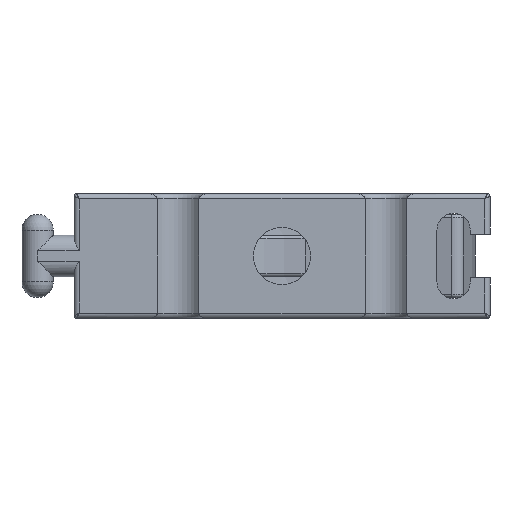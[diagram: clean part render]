
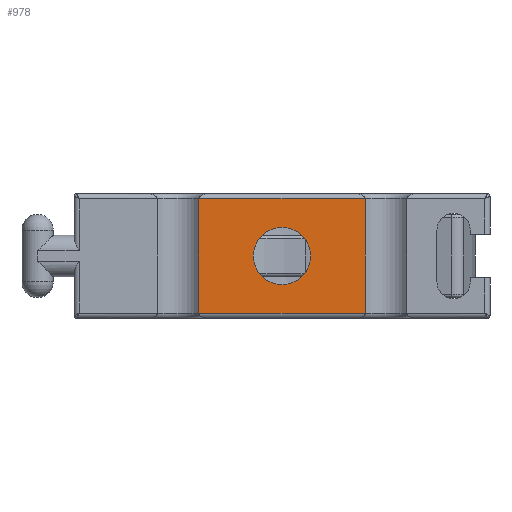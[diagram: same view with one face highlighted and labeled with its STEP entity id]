
A CAD part, left-side view. The second image highlights one B-rep face of the part: STEP entity #978.
In plain terms, the highlighted planar face has unit normal (-1, 0, 0).
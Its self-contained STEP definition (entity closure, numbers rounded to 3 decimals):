
#234=FACE_BOUND('',#2278,.T.);
#235=FACE_BOUND('',#2279,.T.);
#642=PLANE('',#9867);
#978=ADVANCED_FACE('',(#234,#235),#642,.F.);
#2278=EDGE_LOOP('',(#4869));
#2279=EDGE_LOOP('',(#4870,#4871,#4872,#4873));
#2859=LINE('',#15226,#3572);
#2860=LINE('',#15229,#3573);
#2861=LINE('',#15231,#3574);
#2862=LINE('',#15233,#3575);
#3572=VECTOR('',#11335,1.);
#3573=VECTOR('',#11336,1.);
#3574=VECTOR('',#11337,1.);
#3575=VECTOR('',#11338,1.);
#4869=ORIENTED_EDGE('',*,*,#8101,.T.);
#4870=ORIENTED_EDGE('',*,*,#8102,.F.);
#4871=ORIENTED_EDGE('',*,*,#8103,.T.);
#4872=ORIENTED_EDGE('',*,*,#8104,.T.);
#4873=ORIENTED_EDGE('',*,*,#8105,.T.);
#7119=VERTEX_POINT('',#15225);
#7120=VERTEX_POINT('',#15227);
#7121=VERTEX_POINT('',#15228);
#7122=VERTEX_POINT('',#15230);
#7123=VERTEX_POINT('',#15232);
#8101=EDGE_CURVE('',#7119,#7119,#9273,.T.);
#8102=EDGE_CURVE('',#7120,#7121,#2859,.T.);
#8103=EDGE_CURVE('',#7120,#7122,#2860,.T.);
#8104=EDGE_CURVE('',#7122,#7123,#2861,.T.);
#8105=EDGE_CURVE('',#7123,#7121,#2862,.T.);
#9273=CIRCLE('',#9866,2.75);
#9866=AXIS2_PLACEMENT_3D('',#15224,#11333,#11334);
#9867=AXIS2_PLACEMENT_3D('',#15234,#11339,#11340);
#11333=DIRECTION('',(1.,0.,0.));
#11334=DIRECTION('',(0.,0.,-1.));
#11335=DIRECTION('',(0.,0.,-1.));
#11336=DIRECTION('',(0.,1.,0.));
#11337=DIRECTION('',(0.,0.,-1.));
#11338=DIRECTION('',(0.,-1.,0.));
#11339=DIRECTION('',(1.,0.,0.));
#11340=DIRECTION('',(0.,0.,-1.));
#15224=CARTESIAN_POINT('',(-23.182,413.34,9.98));
#15225=CARTESIAN_POINT('',(-23.182,413.34,7.23));
#15226=CARTESIAN_POINT('',(-23.182,405.34,15.98));
#15227=CARTESIAN_POINT('',(-23.182,405.34,15.48));
#15228=CARTESIAN_POINT('',(-23.182,405.34,4.48));
#15229=CARTESIAN_POINT('',(-23.182,413.34,15.48));
#15230=CARTESIAN_POINT('',(-23.182,421.34,15.48));
#15231=CARTESIAN_POINT('',(-23.182,421.34,15.98));
#15232=CARTESIAN_POINT('',(-23.182,421.34,4.48));
#15233=CARTESIAN_POINT('',(-23.182,406.438,4.48));
#15234=CARTESIAN_POINT('',(-23.182,413.34,15.98));
